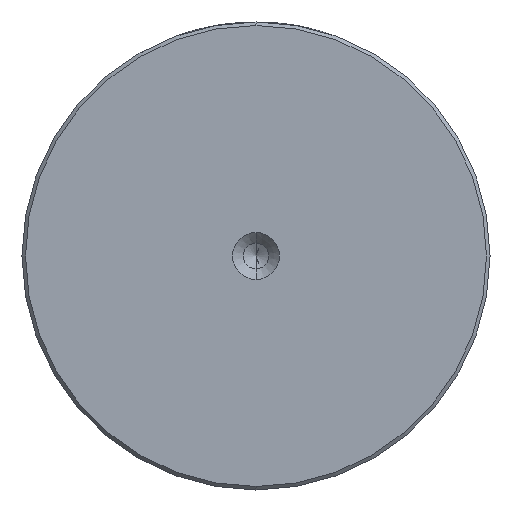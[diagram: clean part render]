
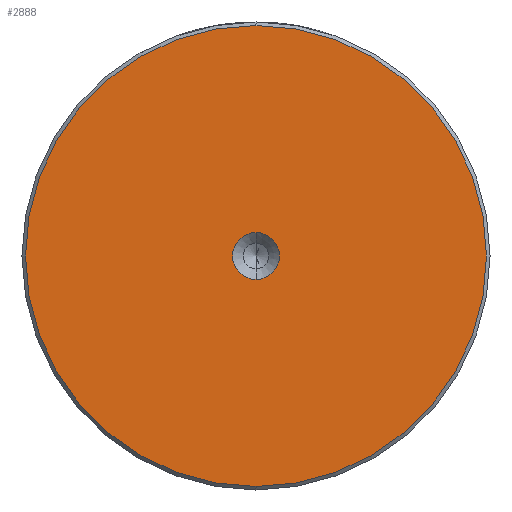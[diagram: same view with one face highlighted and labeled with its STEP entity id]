
A CAD part, left-side view. The second image highlights one B-rep face of the part: STEP entity #2888.
In plain terms, the highlighted planar face has unit normal (-1, 0, 0).
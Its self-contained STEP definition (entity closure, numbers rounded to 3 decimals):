
#15 = DIRECTION ( 'NONE',  ( -1., 0., 0. ) ) ;
#76 = DIRECTION ( 'NONE',  ( 0., 0., 1. ) ) ;
#169 = AXIS2_PLACEMENT_3D ( 'NONE', #1084, #2848, #1346 ) ;
#255 = AXIS2_PLACEMENT_3D ( 'NONE', #1499, #15, #1749 ) ;
#269 = VERTEX_POINT ( 'NONE', #2949 ) ;
#299 = EDGE_CURVE ( 'NONE', #269, #2119, #1546, .T. ) ;
#376 = DIRECTION ( 'NONE',  ( -1., 0., 0. ) ) ;
#393 = CARTESIAN_POINT ( 'NONE',  ( 0., 0., 0. ) ) ;
#399 = DIRECTION ( 'NONE',  ( 0., 0., 1. ) ) ;
#578 = CIRCLE ( 'NONE', #255, 32.5 ) ;
#813 = CARTESIAN_POINT ( 'NONE',  ( 0., 0., 0. ) ) ;
#881 = FACE_BOUND ( 'NONE', #1733, .T. ) ;
#1024 = FACE_OUTER_BOUND ( 'NONE', #3081, .T. ) ;
#1055 = VERTEX_POINT ( 'NONE', #2559 ) ;
#1084 = CARTESIAN_POINT ( 'NONE',  ( 0., 0., 0. ) ) ;
#1109 = AXIS2_PLACEMENT_3D ( 'NONE', #1410, #3160, #1651 ) ;
#1134 = VERTEX_POINT ( 'NONE', #2120 ) ;
#1140 = CARTESIAN_POINT ( 'NONE',  ( 0., 0., 32.5 ) ) ;
#1149 = CIRCLE ( 'NONE', #1109, 3.3 ) ;
#1333 = AXIS2_PLACEMENT_3D ( 'NONE', #813, #1560, #76 ) ;
#1346 = DIRECTION ( 'NONE',  ( 0., 0., 1. ) ) ;
#1410 = CARTESIAN_POINT ( 'NONE',  ( 0., 0., 0. ) ) ;
#1499 = CARTESIAN_POINT ( 'NONE',  ( 0., 0., 0. ) ) ;
#1546 = CIRCLE ( 'NONE', #2524, 32.5 ) ;
#1560 = DIRECTION ( 'NONE',  ( -1., 0., 0. ) ) ;
#1651 = DIRECTION ( 'NONE',  ( 0., 0., 1. ) ) ;
#1691 = EDGE_CURVE ( 'NONE', #1055, #1134, #2387, .T. ) ;
#1733 = EDGE_LOOP ( 'NONE', ( #2304, #1975 ) ) ;
#1749 = DIRECTION ( 'NONE',  ( 0., 0., 1. ) ) ;
#1921 = EDGE_CURVE ( 'NONE', #2119, #269, #578, .T. ) ;
#1951 = ORIENTED_EDGE ( 'NONE', *, *, #1921, .T. ) ;
#1975 = ORIENTED_EDGE ( 'NONE', *, *, #1691, .F. ) ;
#2119 = VERTEX_POINT ( 'NONE', #1140 ) ;
#2120 = CARTESIAN_POINT ( 'NONE',  ( 0., 0., 3.3 ) ) ;
#2304 = ORIENTED_EDGE ( 'NONE', *, *, #2480, .F. ) ;
#2387 = CIRCLE ( 'NONE', #169, 3.3 ) ;
#2480 = EDGE_CURVE ( 'NONE', #1134, #1055, #1149, .T. ) ;
#2524 = AXIS2_PLACEMENT_3D ( 'NONE', #393, #376, #399 ) ;
#2559 = CARTESIAN_POINT ( 'NONE',  ( 0., 0., -3.3 ) ) ;
#2599 = ORIENTED_EDGE ( 'NONE', *, *, #299, .T. ) ;
#2848 = DIRECTION ( 'NONE',  ( -1., 0., 0. ) ) ;
#2888 = ADVANCED_FACE ( 'NONE', ( #1024, #881 ), #3046, .T. ) ;
#2949 = CARTESIAN_POINT ( 'NONE',  ( 0., 0., -32.5 ) ) ;
#3046 = PLANE ( 'NONE',  #1333 ) ;
#3081 = EDGE_LOOP ( 'NONE', ( #2599, #1951 ) ) ;
#3160 = DIRECTION ( 'NONE',  ( -1., 0., 0. ) ) ;
